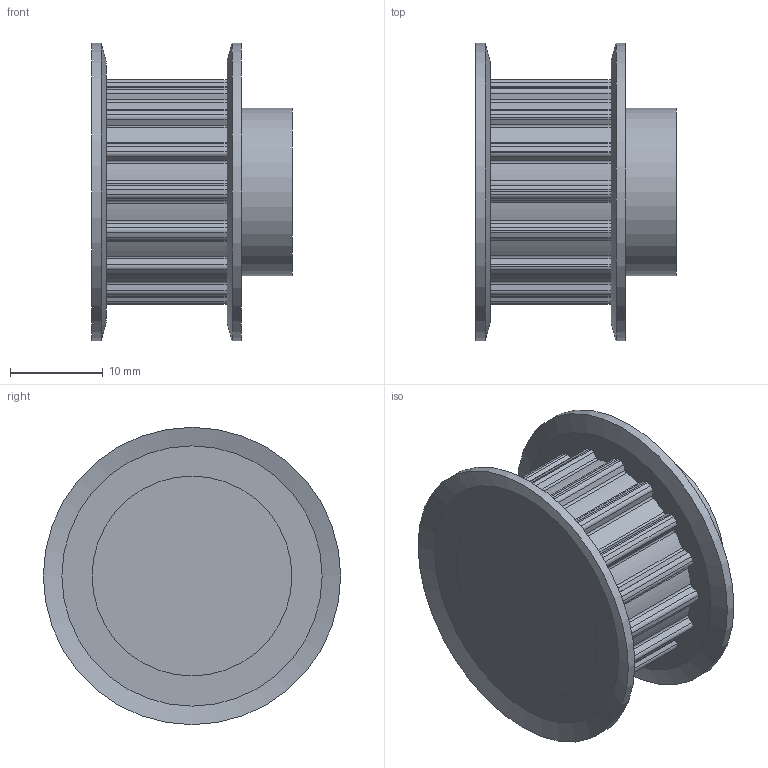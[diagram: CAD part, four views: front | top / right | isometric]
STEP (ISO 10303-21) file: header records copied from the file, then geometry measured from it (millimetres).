
FILE_DESCRIPTION(/* description */ ('Alibre Inc.'),/* implementation_level */ '2;1');
FILE_NAME(/* name */ 'export-7A7C9729-B1C1-4D72-AB09-9D0CFCC94B25',/* time_stamp */ '2024-01-25T16:40:02+01:00',/* author */ (''),/* organization */ (''),/* preprocessor_version */ 'ST-DEVELOPER v17',/* originating_system */ 'Alibre',/* authorisation */ '');
FILE_SCHEMA (('AUTOMOTIVE_DESIGN'));
Length unit declared in the file: millimetre
Products named in the file (3): 60021016BODY; 5030000205; 60021016
Bounding box: 21.54 x 32 x 32 mm (x, y, z)
Volume: 8439.9 mm3; surface area: 4596.8 mm2
Topology: 3 solids, 3 shells, 161 faces, 460 edges, 308 vertices
Faces by surface type: cylinder 116, plane 41, cone 4
Full cylindrical faces by diameter (mm): 18 x1, 21.5 x4, 32 x2
Entity records: 5106 total; most frequent: DIRECTION 903, ORIENTED_EDGE 892, CARTESIAN_POINT 875, EDGE_CURVE 446, AXIS2_PLACEMENT_3D 365, VERTEX_POINT 298, VECTOR 212, LINE 212
